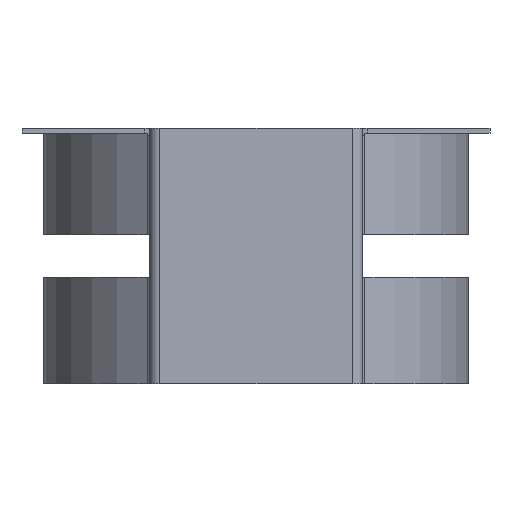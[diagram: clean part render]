
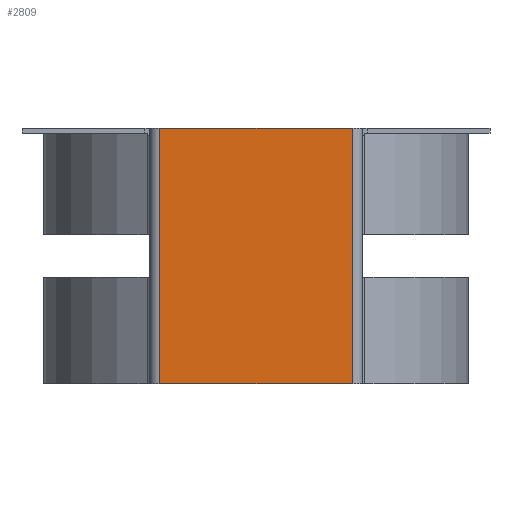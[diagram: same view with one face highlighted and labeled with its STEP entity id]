
A CAD part, left-side view. The second image highlights one B-rep face of the part: STEP entity #2809.
In plain terms, the highlighted planar face has unit normal (-1, 0, 0).
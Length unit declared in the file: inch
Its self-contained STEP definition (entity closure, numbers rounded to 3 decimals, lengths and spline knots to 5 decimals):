
#168 = CARTESIAN_POINT ( 'NONE',  ( -2.5, 0.567, 0.75 ) ) ;
#416 = DIRECTION ( 'NONE',  ( 0., 0., 1. ) ) ;
#465 = ORIENTED_EDGE ( 'NONE', *, *, #912, .F. ) ;
#496 = DIRECTION ( 'NONE',  ( 0., 1., 0. ) ) ;
#512 = LINE ( 'NONE', #2982, #1073 ) ;
#563 = CARTESIAN_POINT ( 'NONE',  ( -2.5, -0.567, -0.75 ) ) ;
#807 = VECTOR ( 'NONE', #1256, 39.37008 ) ;
#851 = VERTEX_POINT ( 'NONE', #168 ) ;
#912 = EDGE_CURVE ( 'NONE', #3157, #3812, #3927, .T. ) ;
#958 = ORIENTED_EDGE ( 'NONE', *, *, #3377, .F. ) ;
#1027 = DIRECTION ( 'NONE',  ( -1., 0., 0. ) ) ;
#1058 = CARTESIAN_POINT ( 'NONE',  ( -2.5, 0.567, -0.75 ) ) ;
#1073 = VECTOR ( 'NONE', #1454, 39.37008 ) ;
#1256 = DIRECTION ( 'NONE',  ( 0., 1., 0. ) ) ;
#1314 = PLANE ( 'NONE',  #3784 ) ;
#1375 = CARTESIAN_POINT ( 'NONE',  ( -2.5, 0.625, 0.75 ) ) ;
#1454 = DIRECTION ( 'NONE',  ( 0., 0., -1. ) ) ;
#2078 = CARTESIAN_POINT ( 'NONE',  ( -2.5, 0.625, 0.75 ) ) ;
#2299 = DIRECTION ( 'NONE',  ( 0., 0., -1. ) ) ;
#2592 = VERTEX_POINT ( 'NONE', #1058 ) ;
#2602 = FACE_OUTER_BOUND ( 'NONE', #2978, .T. ) ;
#2652 = ORIENTED_EDGE ( 'NONE', *, *, #2977, .T. ) ;
#2784 = CARTESIAN_POINT ( 'NONE',  ( -2.5, 0.625, -0.75 ) ) ;
#2809 = ADVANCED_FACE ( 'NONE', ( #2602 ), #1314, .T. ) ;
#2959 = CARTESIAN_POINT ( 'NONE',  ( -2.5, -0.567, 0.75 ) ) ;
#2977 = EDGE_CURVE ( 'NONE', #3157, #851, #3002, .T. ) ;
#2978 = EDGE_LOOP ( 'NONE', ( #958, #465, #2652, #3533 ) ) ;
#2982 = CARTESIAN_POINT ( 'NONE',  ( -2.5, 0.567, 0.75 ) ) ;
#3002 = LINE ( 'NONE', #2078, #3654 ) ;
#3086 = EDGE_CURVE ( 'NONE', #851, #2592, #512, .T. ) ;
#3157 = VERTEX_POINT ( 'NONE', #2959 ) ;
#3377 = EDGE_CURVE ( 'NONE', #3812, #2592, #3744, .T. ) ;
#3533 = ORIENTED_EDGE ( 'NONE', *, *, #3086, .T. ) ;
#3546 = VECTOR ( 'NONE', #2299, 39.37008 ) ;
#3615 = CARTESIAN_POINT ( 'NONE',  ( -2.5, -0.567, 0.75 ) ) ;
#3654 = VECTOR ( 'NONE', #496, 39.37008 ) ;
#3744 = LINE ( 'NONE', #2784, #807 ) ;
#3784 = AXIS2_PLACEMENT_3D ( 'NONE', #1375, #1027, #416 ) ;
#3812 = VERTEX_POINT ( 'NONE', #563 ) ;
#3927 = LINE ( 'NONE', #3615, #3546 ) ;
